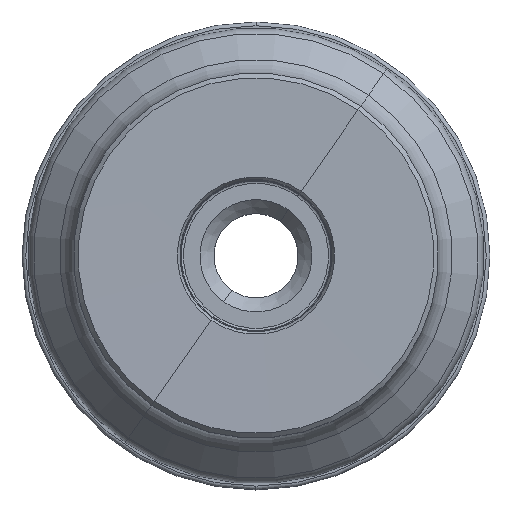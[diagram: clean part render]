
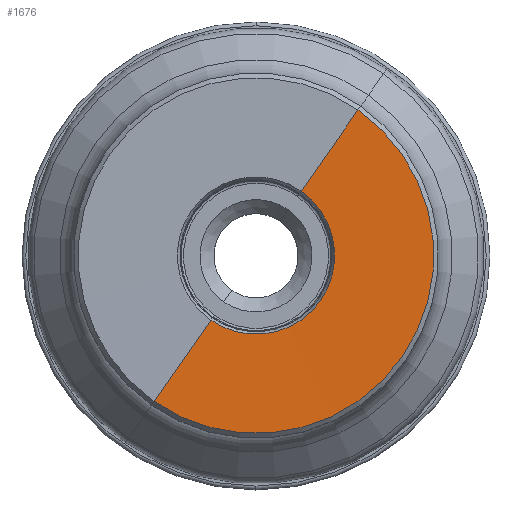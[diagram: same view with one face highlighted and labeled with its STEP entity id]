
A CAD part, top view. The second image highlights one B-rep face of the part: STEP entity #1676.
In plain terms, the highlighted conical face has half-angle 89.9 degrees and reference radius 27.403 mm.
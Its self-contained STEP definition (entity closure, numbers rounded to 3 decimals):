
#508=CARTESIAN_POINT('',(0.,0.,0.));
#509=DIRECTION('',(0.,0.,-1.));
#510=DIRECTION('',(0.574,0.819,0.));
#511=AXIS2_PLACEMENT_3D('',#508,#509,#510);
#516=DIRECTION('',(-0.574,-0.819,-0.002));
#517=VECTOR('',#516,21.194);
#518=CARTESIAN_POINT('',(21.796,31.128,0.));
#519=LINE('',#518,#517);
#523=DIRECTION('',(0.574,0.819,-0.002));
#524=VECTOR('',#523,21.194);
#525=CARTESIAN_POINT('',(-21.796,-31.128,0.));
#526=LINE('',#525,#524);
#560=CARTESIAN_POINT('',(0.,0.,-0.037));
#561=DIRECTION('',(0.,0.,-1.));
#562=DIRECTION('',(0.574,0.819,0.));
#563=AXIS2_PLACEMENT_3D('',#560,#561,#562);
#980=CARTESIAN_POINT('',(21.796,31.128,0.));
#981=VERTEX_POINT('',#980);
#982=CARTESIAN_POINT('',(9.64,13.767,-0.037));
#983=VERTEX_POINT('',#982);
#1028=CARTESIAN_POINT('',(-21.796,-31.128,0.));
#1029=VERTEX_POINT('',#1028);
#1030=CARTESIAN_POINT('',(-9.64,-13.767,
-0.037));
#1031=VERTEX_POINT('',#1030);
#1662=CARTESIAN_POINT('',(0.,0.,-0.018));
#1663=DIRECTION('',(0.,0.,1.));
#1664=DIRECTION('',(0.574,0.819,0.));
#1665=AXIS2_PLACEMENT_3D('',#1662,#1663,#1664);
#1666=CONICAL_SURFACE('',#1665,27.403,89.9);
#1668=ORIENTED_EDGE('',*,*,#1667,.F.);
#1669=ORIENTED_EDGE('',*,*,#1657,.T.);
#1671=ORIENTED_EDGE('',*,*,#1670,.T.);
#1673=ORIENTED_EDGE('',*,*,#1672,.F.);
#1674=EDGE_LOOP('',(#1668,#1669,#1671,#1673));
#1675=FACE_OUTER_BOUND('',#1674,.F.);
#512=CIRCLE('',#511,38.);
#564=CIRCLE('',#563,16.806);
#1657=EDGE_CURVE('',#981,#1029,#512,.T.);
#1667=EDGE_CURVE('',#981,#983,#519,.T.);
#1670=EDGE_CURVE('',#1029,#1031,#526,.T.);
#1672=EDGE_CURVE('',#983,#1031,#564,.T.);
#1676=ADVANCED_FACE('',(#1675),#1666,.F.);
